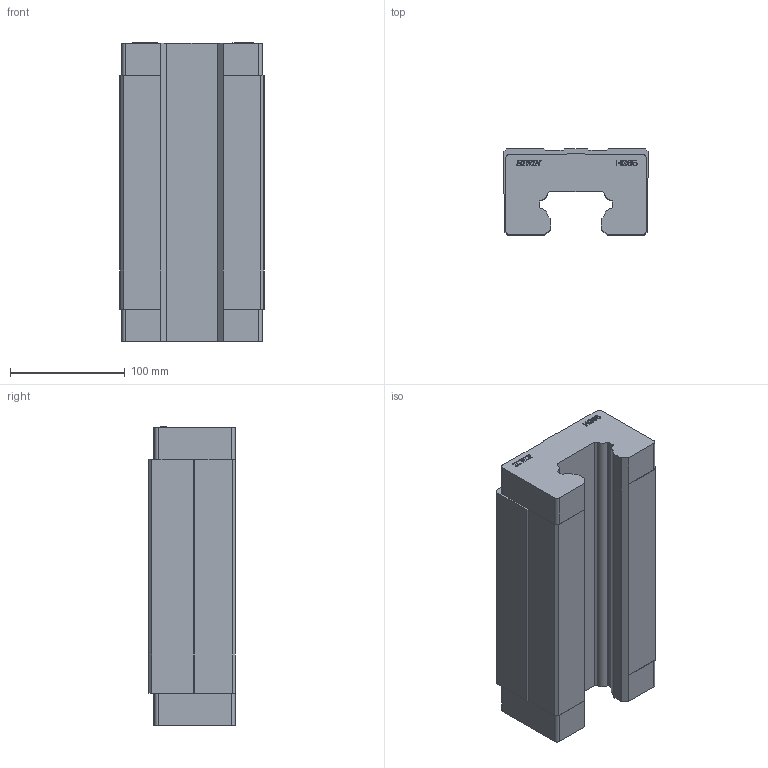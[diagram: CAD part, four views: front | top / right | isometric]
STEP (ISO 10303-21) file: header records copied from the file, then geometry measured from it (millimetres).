
FILE_DESCRIPTION (( 'STEP AP203' ), '1' );
FILE_NAME ('HGH65HA.STEP', '2007-01-11T09:55:44', ( 'HIWIN GmbH' ), ( '77654 Offenburg' ), 'SwSTEP 2.0', 'SolidWorks 2006104', '' );
FILE_SCHEMA (( 'CONFIG_CONTROL_DESIGN' ));
Length unit declared in the file: millimetre
Products named in the file (1): HGH65HA
Bounding box: 126 x 75 x 259.9 mm (x, y, z)
Volume: 1850946.3 mm3; surface area: 144220.5 mm2
Topology: 1 solids, 1 shells, 383 faces, 1101 edges, 734 vertices
Faces by surface type: plane 299, bspline 60, cylinder 24
Entity records: 13644 total; most frequent: CARTESIAN_POINT 3883, ORIENTED_EDGE 2202, DIRECTION 1677, EDGE_CURVE 1101, VECTOR 933, LINE 933, VERTEX_POINT 734, EDGE_LOOP 397
